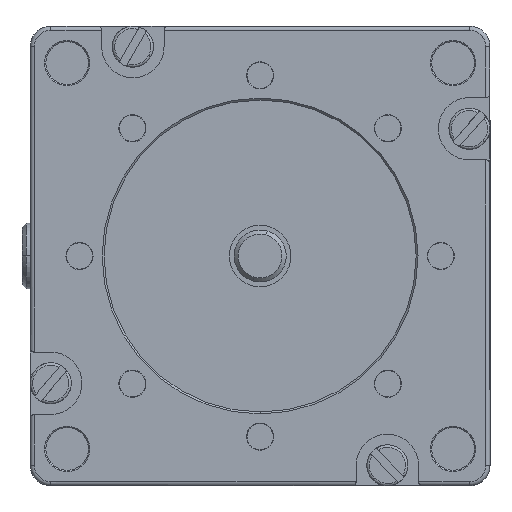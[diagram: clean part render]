
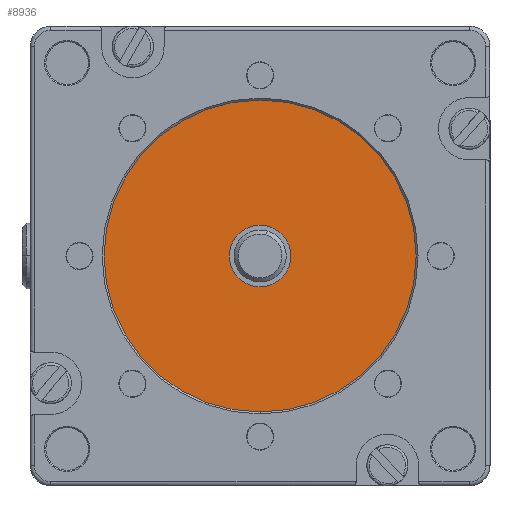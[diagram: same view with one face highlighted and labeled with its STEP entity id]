
A CAD part, left-side view. The second image highlights one B-rep face of the part: STEP entity #8936.
In plain terms, the highlighted planar face has unit normal (-1, 0, 0).
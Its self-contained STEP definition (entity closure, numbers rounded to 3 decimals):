
#261 = AXIS2_PLACEMENT_3D ( 'NONE', #9682, #1113, #6449 ) ;
#783 = EDGE_CURVE ( 'Defeatured_1_231+Defeatured_1_0+Defeatured_1_0+Defeatured_1_0', #5214, #5152, #8460, .T. ) ;
#1005 = EDGE_LOOP ( 'NONE', ( #3829, #1570 ) ) ;
#1113 = DIRECTION ( 'NONE',  ( -1., 0., 0. ) ) ;
#1136 = EDGE_CURVE ( 'Defeatured_1_0+Defeatured_1_16+Defeatured_1_16+Defeatured_1_16', #1463, #3584, #9740, .T. ) ;
#1463 = VERTEX_POINT ( 'NONE', #2342 ) ;
#1570 = ORIENTED_EDGE ( 'NONE', *, *, #9582, .T. ) ;
#1585 = CARTESIAN_POINT ( 'NONE',  ( -17.948, 0., -3.75 ) ) ;
#1843 = AXIS2_PLACEMENT_3D ( 'NONE', #4212, #2621, #8115 ) ;
#1987 = ORIENTED_EDGE ( 'NONE', *, *, #783, .F. ) ;
#2342 = CARTESIAN_POINT ( 'NONE',  ( -17.948, 0., 19. ) ) ;
#2395 = CARTESIAN_POINT ( 'NONE',  ( -17.948, 0., 0. ) ) ;
#2449 = EDGE_CURVE ( 'Defeatured_1_231+Defeatured_1_0+Defeatured_1_0+Defeatured_1_0', #5152, #5214, #7908, .T. ) ;
#2621 = DIRECTION ( 'NONE',  ( 1., 0., 0. ) ) ;
#3457 = FACE_BOUND ( 'NONE', #5483, .T. ) ;
#3584 = VERTEX_POINT ( 'NONE', #7960 ) ;
#3671 = CARTESIAN_POINT ( 'NONE',  ( -17.948, 0., 3.75 ) ) ;
#3693 = CARTESIAN_POINT ( 'NONE',  ( -17.948, 0., 0. ) ) ;
#3778 = CARTESIAN_POINT ( 'NONE',  ( -17.948, 0., 0. ) ) ;
#3807 = CIRCLE ( 'NONE', #4899, 19. ) ;
#3829 = ORIENTED_EDGE ( 'NONE', *, *, #1136, .T. ) ;
#3903 = ORIENTED_EDGE ( 'NONE', *, *, #2449, .F. ) ;
#4212 = CARTESIAN_POINT ( 'NONE',  ( -17.948, 28., -28. ) ) ;
#4899 = AXIS2_PLACEMENT_3D ( 'NONE', #3778, #9236, #5264 ) ;
#5152 = VERTEX_POINT ( 'NONE', #3671 ) ;
#5214 = VERTEX_POINT ( 'NONE', #1585 ) ;
#5215 = DIRECTION ( 'NONE',  ( -1., 0., 0. ) ) ;
#5264 = DIRECTION ( 'NONE',  ( 0., 0., 1. ) ) ;
#5483 = EDGE_LOOP ( 'NONE', ( #1987, #3903 ) ) ;
#6226 = DIRECTION ( 'NONE',  ( 0., 0., 1. ) ) ;
#6449 = DIRECTION ( 'NONE',  ( 0., 0., 1. ) ) ;
#6719 = DIRECTION ( 'NONE',  ( 0., 0., 1. ) ) ;
#7901 = AXIS2_PLACEMENT_3D ( 'NONE', #2395, #8584, #6226 ) ;
#7908 = CIRCLE ( 'NONE', #7901, 3.75 ) ;
#7960 = CARTESIAN_POINT ( 'NONE',  ( -17.948, 0., -19. ) ) ;
#8029 = AXIS2_PLACEMENT_3D ( 'NONE', #3693, #5215, #6719 ) ;
#8115 = DIRECTION ( 'NONE',  ( 0., 0., -1. ) ) ;
#8357 = FACE_OUTER_BOUND ( 'NONE', #1005, .T. ) ;
#8460 = CIRCLE ( 'NONE', #261, 3.75 ) ;
#8584 = DIRECTION ( 'NONE',  ( -1., 0., 0. ) ) ;
#8936 = ADVANCED_FACE ( 'Defeatured_1_0', ( #8357, #3457 ), #9585, .F. ) ;
#9236 = DIRECTION ( 'NONE',  ( -1., 0., 0. ) ) ;
#9582 = EDGE_CURVE ( 'Defeatured_1_0+Defeatured_1_16+Defeatured_1_16+Defeatured_1_16', #3584, #1463, #3807, .T. ) ;
#9585 = PLANE ( 'NONE',  #1843 ) ;
#9682 = CARTESIAN_POINT ( 'NONE',  ( -17.948, 0., 0. ) ) ;
#9740 = CIRCLE ( 'NONE', #8029, 19. ) ;
